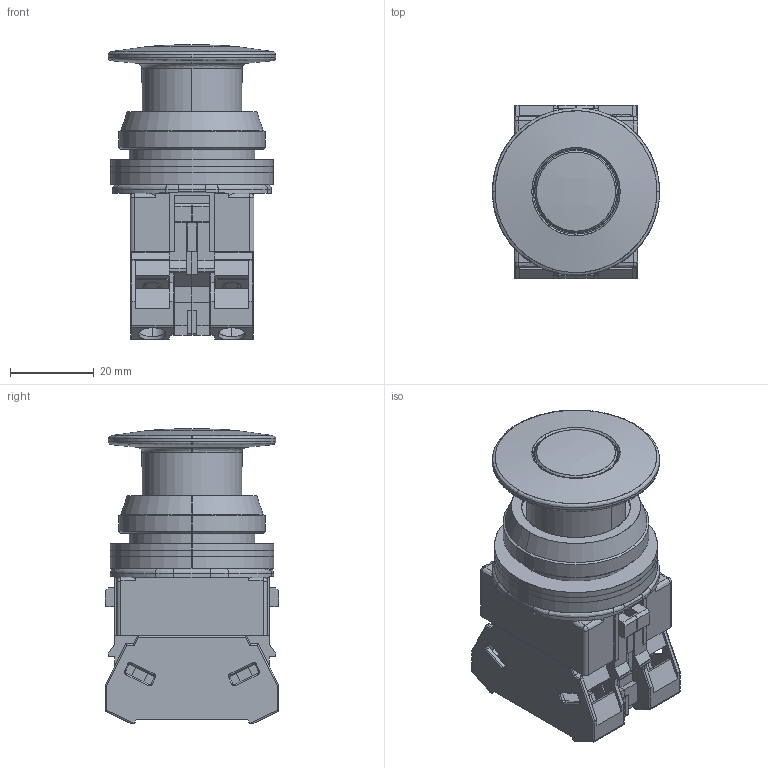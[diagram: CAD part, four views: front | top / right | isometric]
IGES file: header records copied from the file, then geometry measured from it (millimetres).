
Start section: SolidWorks IGES file using analytic representation for surfaces
Global section: file name: OUTSIDE-AZN3.IGS,15; native system: HSolidWorks 2014; preprocessor: SolidWorks 2014; author: 1002606; date: 170530.172958; units: millimetre
Bounding box: 40 x 41.4 x 70.41 mm (x, y, z)
Surface area: 26650.9 mm2 (no closed solid volume)
Topology: 0 solids, 0 shells, 721 faces, 7012 edges, 7004 vertices
Faces by surface type: bspline 511, revolution 210
